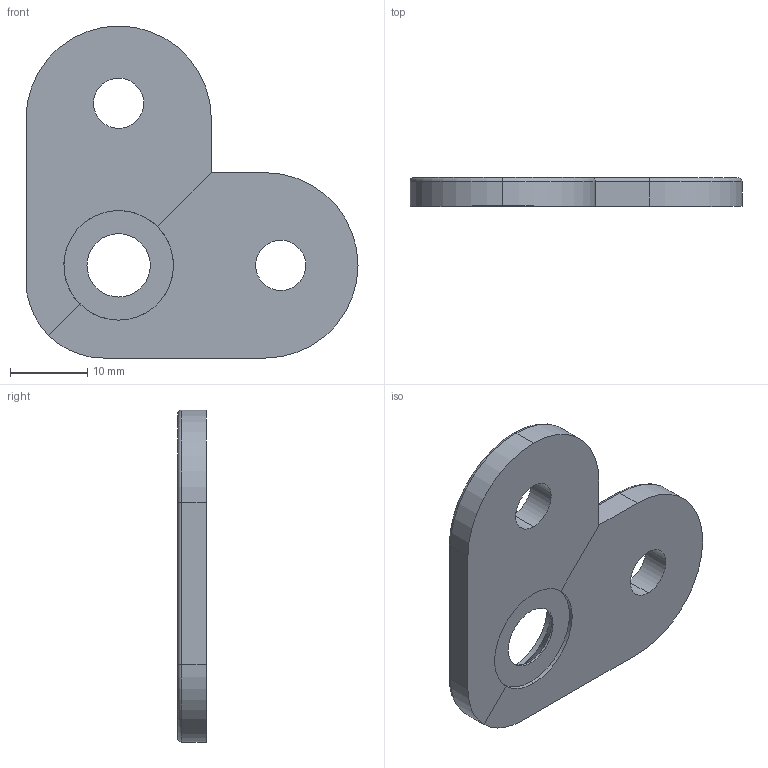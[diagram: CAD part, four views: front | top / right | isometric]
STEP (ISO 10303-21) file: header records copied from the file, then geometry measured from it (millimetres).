
FILE_DESCRIPTION (( 'STEP AP203' ), '1' );
FILE_NAME ('60180-240-90.step', '2019-03-20T12:34:44', ( '' ), ( '' ), 'SwSTEP 2.0', 'SolidWorks 2015', '' );
FILE_SCHEMA (( 'CONFIG_CONTROL_DESIGN' ));
Length unit declared in the file: millimetre
Products named in the file (1): 60180-240-90
Bounding box: 43 x 3.7 x 43 mm (x, y, z)
Volume: 4344.8 mm3; surface area: 3204.1 mm2
Topology: 1 solids, 1 shells, 286 faces, 743 edges, 490 vertices
Faces by surface type: plane 134, bspline 125, cylinder 19, torus 6, cone 2
Entity records: 16161 total; most frequent: CARTESIAN_POINT 9880, ORIENTED_EDGE 1486, DIRECTION 867, EDGE_CURVE 743, VERTEX_POINT 490, VECTOR 441, LINE 441, EDGE_LOOP 323
